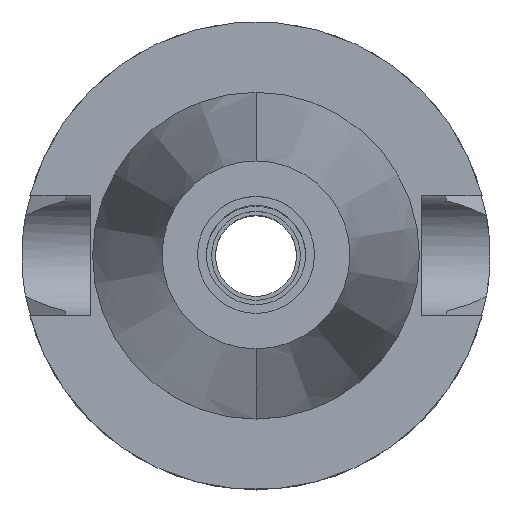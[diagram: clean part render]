
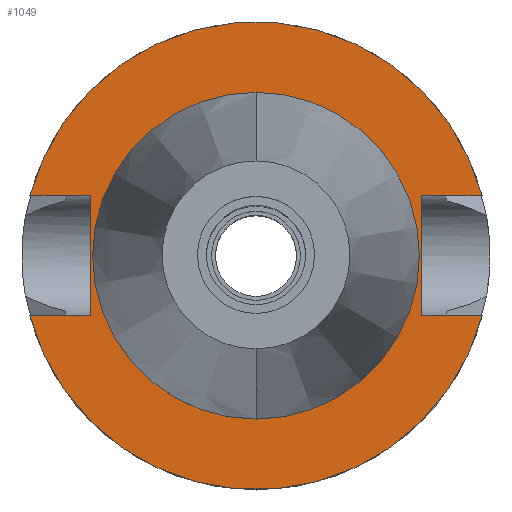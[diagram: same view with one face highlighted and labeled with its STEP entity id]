
A CAD part, top view. The second image highlights one B-rep face of the part: STEP entity #1049.
In plain terms, the highlighted planar face has unit normal (0, 0, 1).
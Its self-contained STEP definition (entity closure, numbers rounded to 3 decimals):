
#27 = AXIS2_PLACEMENT_3D ( 'NONE', #3625, #2502, #1670 ) ;
#64 = EDGE_LOOP ( 'NONE', ( #2482, #2364 ) ) ;
#129 = EDGE_CURVE ( 'NONE', #286, #1696, #3620, .T. ) ;
#152 = EDGE_CURVE ( 'NONE', #1971, #382, #1961, .T. ) ;
#163 = DIRECTION ( 'NONE',  ( -1., 0., 0. ) ) ;
#212 = AXIS2_PLACEMENT_3D ( 'NONE', #1340, #2465, #3362 ) ;
#242 = ORIENTED_EDGE ( 'NONE', *, *, #129, .T. ) ;
#266 = VECTOR ( 'NONE', #2874, 1000. ) ;
#268 = DIRECTION ( 'NONE',  ( 0., -1., 0. ) ) ;
#286 = VERTEX_POINT ( 'NONE', #2407 ) ;
#364 = LINE ( 'NONE', #618, #1868 ) ;
#382 = VERTEX_POINT ( 'NONE', #943 ) ;
#572 = CARTESIAN_POINT ( 'NONE',  ( 35.4, -12.85, -3. ) ) ;
#618 = CARTESIAN_POINT ( 'NONE',  ( -35.4, -12.85, -3. ) ) ;
#718 = CARTESIAN_POINT ( 'NONE',  ( 0., 0., -3. ) ) ;
#742 = DIRECTION ( 'NONE',  ( -1., 0., 0. ) ) ;
#772 = CARTESIAN_POINT ( 'NONE',  ( 35.4, -12.85, -3. ) ) ;
#906 = LINE ( 'NONE', #2659, #266 ) ;
#917 = CIRCLE ( 'NONE', #27, 50. ) ;
#943 = CARTESIAN_POINT ( 'NONE',  ( 48.321, 12.85, -3. ) ) ;
#951 = CARTESIAN_POINT ( 'NONE',  ( 0., 34.925, -3. ) ) ;
#989 = EDGE_CURVE ( 'NONE', #1387, #2911, #3153, .T. ) ;
#1049 = ADVANCED_FACE ( 'NONE', ( #1705, #1956 ), #2859, .F. ) ;
#1076 = EDGE_CURVE ( 'NONE', #2911, #1805, #3121, .T. ) ;
#1139 = VECTOR ( 'NONE', #2881, 1000. ) ;
#1148 = CARTESIAN_POINT ( 'NONE',  ( 35.4, 12.85, -3. ) ) ;
#1177 = DIRECTION ( 'NONE',  ( 0., 1., 0. ) ) ;
#1185 = ORIENTED_EDGE ( 'NONE', *, *, #2411, .F. ) ;
#1332 = EDGE_CURVE ( 'NONE', #3397, #3203, #3227, .T. ) ;
#1340 = CARTESIAN_POINT ( 'NONE',  ( 0., 0., -3. ) ) ;
#1376 = CARTESIAN_POINT ( 'NONE',  ( -35.4, -12.85, -3. ) ) ;
#1387 = VERTEX_POINT ( 'NONE', #2463 ) ;
#1408 = CARTESIAN_POINT ( 'NONE',  ( -48.321, 12.85, -3. ) ) ;
#1409 = EDGE_LOOP ( 'NONE', ( #242, #1185, #2730, #2333, #2831, #3020, #2878, #2346 ) ) ;
#1471 = DIRECTION ( 'NONE',  ( 0., 0., -1. ) ) ;
#1562 = VECTOR ( 'NONE', #742, 1000. ) ;
#1577 = DIRECTION ( 'NONE',  ( 0., 0., 1. ) ) ;
#1643 = EDGE_CURVE ( 'NONE', #1387, #382, #906, .T. ) ;
#1670 = DIRECTION ( 'NONE',  ( 0., -1., 0. ) ) ;
#1696 = VERTEX_POINT ( 'NONE', #3188 ) ;
#1705 = FACE_OUTER_BOUND ( 'NONE', #1409, .T. ) ;
#1805 = VERTEX_POINT ( 'NONE', #2125 ) ;
#1868 = VECTOR ( 'NONE', #1177, 1000. ) ;
#1956 = FACE_BOUND ( 'NONE', #64, .T. ) ;
#1961 = CIRCLE ( 'NONE', #212, 50. ) ;
#1971 = VERTEX_POINT ( 'NONE', #1408 ) ;
#2125 = CARTESIAN_POINT ( 'NONE',  ( 48.321, -12.85, -3. ) ) ;
#2134 = CARTESIAN_POINT ( 'NONE',  ( 0., -34.925, -3. ) ) ;
#2219 = DIRECTION ( 'NONE',  ( 0., 0., 1. ) ) ;
#2233 = DIRECTION ( 'NONE',  ( 0., -1., 0. ) ) ;
#2293 = EDGE_CURVE ( 'NONE', #3220, #1971, #3278, .T. ) ;
#2333 = ORIENTED_EDGE ( 'NONE', *, *, #989, .F. ) ;
#2346 = ORIENTED_EDGE ( 'NONE', *, *, #3098, .F. ) ;
#2364 = ORIENTED_EDGE ( 'NONE', *, *, #1332, .F. ) ;
#2407 = CARTESIAN_POINT ( 'NONE',  ( -35.4, -12.85, -3. ) ) ;
#2411 = EDGE_CURVE ( 'NONE', #1805, #1696, #917, .T. ) ;
#2442 = VECTOR ( 'NONE', #2233, 1000. ) ;
#2459 = CIRCLE ( 'NONE', #3653, 34.925 ) ;
#2463 = CARTESIAN_POINT ( 'NONE',  ( 35.4, 12.85, -3. ) ) ;
#2465 = DIRECTION ( 'NONE',  ( 0., 0., -1. ) ) ;
#2482 = ORIENTED_EDGE ( 'NONE', *, *, #2681, .F. ) ;
#2502 = DIRECTION ( 'NONE',  ( 0., 0., -1. ) ) ;
#2552 = CARTESIAN_POINT ( 'NONE',  ( 0., 0., -3. ) ) ;
#2659 = CARTESIAN_POINT ( 'NONE',  ( 35.4, 12.85, -3. ) ) ;
#2681 = EDGE_CURVE ( 'NONE', #3203, #3397, #2459, .T. ) ;
#2730 = ORIENTED_EDGE ( 'NONE', *, *, #1076, .F. ) ;
#2743 = AXIS2_PLACEMENT_3D ( 'NONE', #2552, #1471, #268 ) ;
#2807 = AXIS2_PLACEMENT_3D ( 'NONE', #718, #1577, #3581 ) ;
#2831 = ORIENTED_EDGE ( 'NONE', *, *, #1643, .T. ) ;
#2859 = PLANE ( 'NONE',  #2743 ) ;
#2874 = DIRECTION ( 'NONE',  ( 1., 0., 0. ) ) ;
#2878 = ORIENTED_EDGE ( 'NONE', *, *, #2293, .F. ) ;
#2881 = DIRECTION ( 'NONE',  ( 1., 0., 0. ) ) ;
#2911 = VERTEX_POINT ( 'NONE', #772 ) ;
#3020 = ORIENTED_EDGE ( 'NONE', *, *, #152, .F. ) ;
#3057 = VECTOR ( 'NONE', #163, 1000. ) ;
#3098 = EDGE_CURVE ( 'NONE', #286, #3220, #364, .T. ) ;
#3121 = LINE ( 'NONE', #572, #1139 ) ;
#3153 = LINE ( 'NONE', #1148, #2442 ) ;
#3188 = CARTESIAN_POINT ( 'NONE',  ( -48.321, -12.85, -3. ) ) ;
#3203 = VERTEX_POINT ( 'NONE', #951 ) ;
#3220 = VERTEX_POINT ( 'NONE', #3427 ) ;
#3227 = CIRCLE ( 'NONE', #2807, 34.925 ) ;
#3278 = LINE ( 'NONE', #3534, #3057 ) ;
#3362 = DIRECTION ( 'NONE',  ( 0., 1., 0. ) ) ;
#3397 = VERTEX_POINT ( 'NONE', #2134 ) ;
#3427 = CARTESIAN_POINT ( 'NONE',  ( -35.4, 12.85, -3. ) ) ;
#3514 = DIRECTION ( 'NONE',  ( 0., 1., 0. ) ) ;
#3534 = CARTESIAN_POINT ( 'NONE',  ( -35.4, 12.85, -3. ) ) ;
#3556 = CARTESIAN_POINT ( 'NONE',  ( 0., 0., -3. ) ) ;
#3581 = DIRECTION ( 'NONE',  ( 0., -1., 0. ) ) ;
#3620 = LINE ( 'NONE', #1376, #1562 ) ;
#3625 = CARTESIAN_POINT ( 'NONE',  ( 0., 0., -3. ) ) ;
#3653 = AXIS2_PLACEMENT_3D ( 'NONE', #3556, #2219, #3514 ) ;
